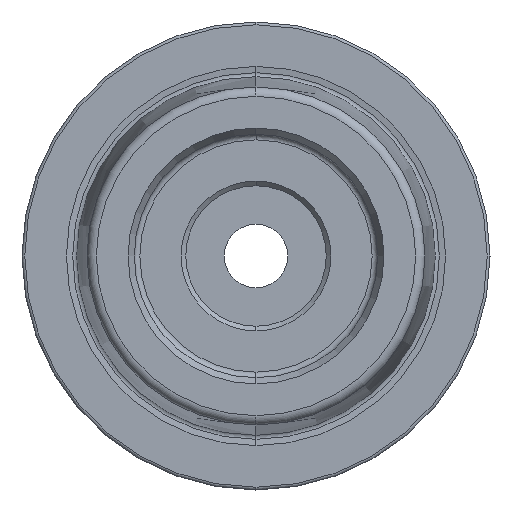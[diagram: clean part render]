
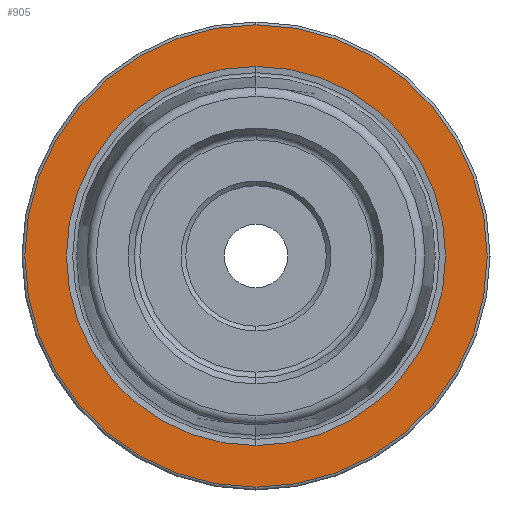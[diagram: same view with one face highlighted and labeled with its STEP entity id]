
A CAD part, left-side view. The second image highlights one B-rep face of the part: STEP entity #905.
In plain terms, the highlighted planar face has unit normal (-1, 0, 0).
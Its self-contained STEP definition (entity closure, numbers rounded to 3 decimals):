
#198 = CARTESIAN_POINT ( 'NONE',  ( 0., 0., 20.258 ) ) ;
#252 = CIRCLE ( 'NONE', #3177, 20.258 ) ;
#328 = AXIS2_PLACEMENT_3D ( 'NONE', #2615, #2679, #868 ) ;
#357 = CARTESIAN_POINT ( 'NONE',  ( 0., 0., 0. ) ) ;
#376 = DIRECTION ( 'NONE',  ( -1., 0., 0. ) ) ;
#573 = CIRCLE ( 'NONE', #1309, 20.258 ) ;
#577 = DIRECTION ( 'NONE',  ( 0., 0., 1. ) ) ;
#590 = VERTEX_POINT ( 'NONE', #1174 ) ;
#688 = DIRECTION ( 'NONE',  ( -1., 0., 0. ) ) ;
#694 = DIRECTION ( 'NONE',  ( -1., 0., 0. ) ) ;
#774 = EDGE_CURVE ( 'NONE', #2435, #1439, #573, .T. ) ;
#868 = DIRECTION ( 'NONE',  ( 0., 0., -1. ) ) ;
#879 = CARTESIAN_POINT ( 'NONE',  ( 0., 0., 0. ) ) ;
#905 = ADVANCED_FACE ( 'NONE', ( #3557, #2657 ), #3520, .F. ) ;
#995 = DIRECTION ( 'NONE',  ( 0., 0., 1. ) ) ;
#1157 = EDGE_LOOP ( 'NONE', ( #3224, #3015 ) ) ;
#1174 = CARTESIAN_POINT ( 'NONE',  ( 0., 0., 24.7 ) ) ;
#1251 = CARTESIAN_POINT ( 'NONE',  ( 0., 0., 0. ) ) ;
#1309 = AXIS2_PLACEMENT_3D ( 'NONE', #357, #694, #995 ) ;
#1439 = VERTEX_POINT ( 'NONE', #198 ) ;
#1443 = CARTESIAN_POINT ( 'NONE',  ( 0., 0., -24.7 ) ) ;
#1504 = CARTESIAN_POINT ( 'NONE',  ( 0., 0., -20.258 ) ) ;
#1561 = DIRECTION ( 'NONE',  ( 0., 0., 1. ) ) ;
#1734 = EDGE_CURVE ( 'NONE', #590, #2343, #3701, .T. ) ;
#1908 = DIRECTION ( 'NONE',  ( 0., 0., 1. ) ) ;
#2126 = ORIENTED_EDGE ( 'NONE', *, *, #3746, .T. ) ;
#2343 = VERTEX_POINT ( 'NONE', #1443 ) ;
#2366 = AXIS2_PLACEMENT_3D ( 'NONE', #3813, #688, #1908 ) ;
#2435 = VERTEX_POINT ( 'NONE', #1504 ) ;
#2509 = EDGE_LOOP ( 'NONE', ( #3365, #2126 ) ) ;
#2615 = CARTESIAN_POINT ( 'NONE',  ( 0., 24.7, 0. ) ) ;
#2627 = CIRCLE ( 'NONE', #2366, 24.7 ) ;
#2657 = FACE_OUTER_BOUND ( 'NONE', #2509, .T. ) ;
#2679 = DIRECTION ( 'NONE',  ( 1., 0., 0. ) ) ;
#2947 = EDGE_CURVE ( 'NONE', #1439, #2435, #252, .T. ) ;
#2984 = AXIS2_PLACEMENT_3D ( 'NONE', #1251, #376, #1561 ) ;
#3015 = ORIENTED_EDGE ( 'NONE', *, *, #774, .F. ) ;
#3034 = DIRECTION ( 'NONE',  ( -1., 0., 0. ) ) ;
#3177 = AXIS2_PLACEMENT_3D ( 'NONE', #879, #3034, #577 ) ;
#3224 = ORIENTED_EDGE ( 'NONE', *, *, #2947, .F. ) ;
#3365 = ORIENTED_EDGE ( 'NONE', *, *, #1734, .T. ) ;
#3520 = PLANE ( 'NONE',  #328 ) ;
#3557 = FACE_BOUND ( 'NONE', #1157, .T. ) ;
#3701 = CIRCLE ( 'NONE', #2984, 24.7 ) ;
#3746 = EDGE_CURVE ( 'NONE', #2343, #590, #2627, .T. ) ;
#3813 = CARTESIAN_POINT ( 'NONE',  ( 0., 0., 0. ) ) ;
